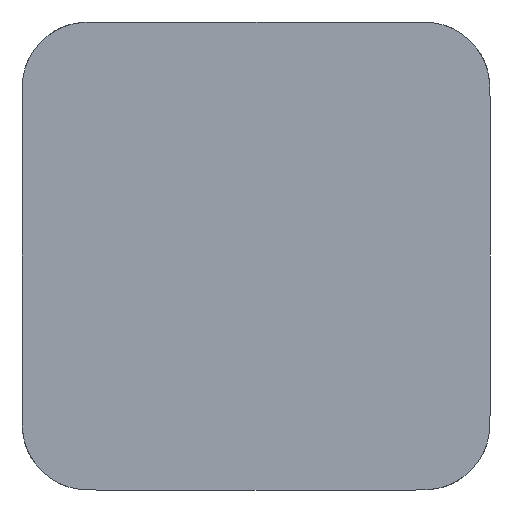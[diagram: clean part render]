
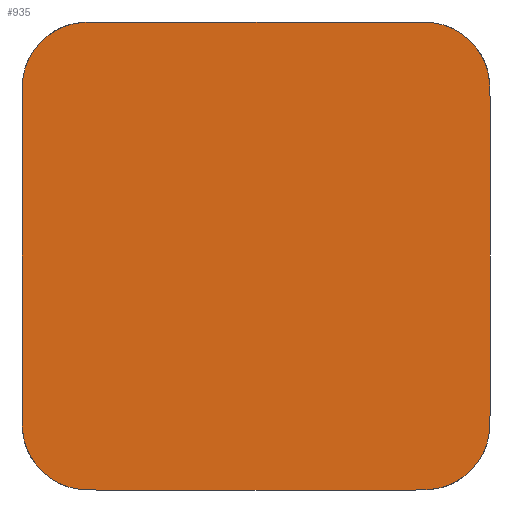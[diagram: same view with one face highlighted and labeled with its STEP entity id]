
A CAD part, left-side view. The second image highlights one B-rep face of the part: STEP entity #935.
In plain terms, the highlighted planar face has unit normal (-1, 0, 0).
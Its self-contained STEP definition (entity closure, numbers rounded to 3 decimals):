
#71=LINE('',#3416,#127);
#74=LINE('',#3420,#130);
#75=LINE('',#3422,#131);
#76=LINE('',#3423,#132);
#127=VECTOR('',#1157,10.);
#130=VECTOR('',#1162,10.);
#131=VECTOR('',#1165,10.);
#132=VECTOR('',#1166,10.);
#145=PLANE('',#1004);
#196=FACE_OUTER_BOUND('',#247,.T.);
#247=EDGE_LOOP('',(#797,#798,#799,#800,#801,#802,#803,#804));
#329=B_SPLINE_CURVE_WITH_KNOTS('',3,(#2858,#2859,#2860,#2861,#2862,#2863,
#2864,#2865,#2866,#2867,#2868,#2869,#2870,#2871,#2872,#2873,#2874,#2875,
#2876,#2877,#2878,#2879),.UNSPECIFIED.,.F.,.F.,(4,3,3,3,3,3,3,4),(0.,0.078,
0.155,0.233,0.311,0.389,
0.466,0.544),.UNSPECIFIED.);
#331=B_SPLINE_CURVE_WITH_KNOTS('',3,(#2989,#2990,#2991,#2992,#2993,#2994,
#2995,#2996,#2997,#2998,#2999,#3000,#3001,#3002,#3003,#3004,#3005,#3006,
#3007,#3008,#3009,#3010),.UNSPECIFIED.,.F.,.F.,(4,3,3,3,3,3,3,4),(0.,0.078,
0.155,0.233,0.311,0.389,
0.466,0.544),.UNSPECIFIED.);
#333=B_SPLINE_CURVE_WITH_KNOTS('',3,(#3120,#3121,#3122,#3123,#3124,#3125,
#3126,#3127,#3128,#3129,#3130,#3131,#3132,#3133,#3134,#3135,#3136,#3137,
#3138,#3139,#3140,#3141),.UNSPECIFIED.,.F.,.F.,(4,3,3,3,3,3,3,4),(0.,0.078,
0.155,0.233,0.311,0.389,
0.466,0.544),.UNSPECIFIED.);
#335=B_SPLINE_CURVE_WITH_KNOTS('',3,(#3286,#3287,#3288,#3289,#3290,#3291,
#3292,#3293,#3294,#3295,#3296,#3297,#3298,#3299,#3300,#3301,#3302,#3303,
#3304,#3305,#3306,#3307),.UNSPECIFIED.,.F.,.F.,(4,3,3,3,3,3,3,4),(0.,0.078,
0.155,0.233,0.311,0.389,
0.466,0.544),.UNSPECIFIED.);
#414=VERTEX_POINT('',#2856);
#415=VERTEX_POINT('',#2857);
#417=VERTEX_POINT('',#2987);
#418=VERTEX_POINT('',#2988);
#420=VERTEX_POINT('',#3118);
#421=VERTEX_POINT('',#3119);
#423=VERTEX_POINT('',#3284);
#424=VERTEX_POINT('',#3285);
#531=EDGE_CURVE('',#414,#415,#329,.T.);
#536=EDGE_CURVE('',#417,#418,#331,.T.);
#541=EDGE_CURVE('',#420,#421,#333,.T.);
#549=EDGE_CURVE('',#423,#424,#335,.T.);
#561=EDGE_CURVE('',#420,#424,#71,.T.);
#564=EDGE_CURVE('',#423,#418,#74,.T.);
#565=EDGE_CURVE('',#417,#415,#75,.T.);
#566=EDGE_CURVE('',#414,#421,#76,.T.);
#797=ORIENTED_EDGE('',*,*,#549,.F.);
#798=ORIENTED_EDGE('',*,*,#564,.T.);
#799=ORIENTED_EDGE('',*,*,#536,.F.);
#800=ORIENTED_EDGE('',*,*,#565,.T.);
#801=ORIENTED_EDGE('',*,*,#531,.F.);
#802=ORIENTED_EDGE('',*,*,#566,.T.);
#803=ORIENTED_EDGE('',*,*,#541,.F.);
#804=ORIENTED_EDGE('',*,*,#561,.T.);
#935=ADVANCED_FACE('',(#196),#145,.F.);
#1004=AXIS2_PLACEMENT_3D('',#3421,#1163,#1164);
#1157=DIRECTION('',(0.,0.,-1.));
#1162=DIRECTION('',(0.,-1.,0.));
#1163=DIRECTION('center_axis',(1.,0.,0.));
#1164=DIRECTION('ref_axis',(0.,0.,-1.));
#1165=DIRECTION('',(0.,0.,1.));
#1166=DIRECTION('',(0.,1.,0.));
#2856=CARTESIAN_POINT('',(0.,-8.5,12.5));
#2857=CARTESIAN_POINT('',(0.,-12.5,8.5));
#2858=CARTESIAN_POINT('Ctrl Pts',(0.,-8.5,12.5));
#2859=CARTESIAN_POINT('Ctrl Pts',(0.,-8.799,12.5));
#2860=CARTESIAN_POINT('Ctrl Pts',(0.,-9.095,12.499));
#2861=CARTESIAN_POINT('Ctrl Pts',(0.,-9.39,12.465));
#2862=CARTESIAN_POINT('Ctrl Pts',(0.,-9.685,12.431));
#2863=CARTESIAN_POINT('Ctrl Pts',(0.,-9.979,12.366));
#2864=CARTESIAN_POINT('Ctrl Pts',(0.,-10.266,12.254));
#2865=CARTESIAN_POINT('Ctrl Pts',(0.,-10.553,12.143));
#2866=CARTESIAN_POINT('Ctrl Pts',(0.,-10.833,11.987));
#2867=CARTESIAN_POINT('Ctrl Pts',(0.,-11.093,11.789));
#2868=CARTESIAN_POINT('Ctrl Pts',(0.,-11.352,11.591));
#2869=CARTESIAN_POINT('Ctrl Pts',(0.,-11.591,11.352));
#2870=CARTESIAN_POINT('Ctrl Pts',(0.,-11.789,11.093));
#2871=CARTESIAN_POINT('Ctrl Pts',(0.,-11.986,10.833));
#2872=CARTESIAN_POINT('Ctrl Pts',(0.,-12.143,10.553));
#2873=CARTESIAN_POINT('Ctrl Pts',(0.,-12.255,10.266));
#2874=CARTESIAN_POINT('Ctrl Pts',(0.,-12.366,9.979));
#2875=CARTESIAN_POINT('Ctrl Pts',(0.,-12.431,9.685));
#2876=CARTESIAN_POINT('Ctrl Pts',(0.,-12.465,9.39));
#2877=CARTESIAN_POINT('Ctrl Pts',(0.,-12.498,9.095));
#2878=CARTESIAN_POINT('Ctrl Pts',(0.,-12.5,8.799));
#2879=CARTESIAN_POINT('Ctrl Pts',(0.,-12.5,8.5));
#2987=CARTESIAN_POINT('',(0.,-12.5,-8.5));
#2988=CARTESIAN_POINT('',(0.,-8.5,-12.5));
#2989=CARTESIAN_POINT('Ctrl Pts',(0.,-12.5,-8.5));
#2990=CARTESIAN_POINT('Ctrl Pts',(0.,-12.5,-8.799));
#2991=CARTESIAN_POINT('Ctrl Pts',(0.,-12.499,-9.095));
#2992=CARTESIAN_POINT('Ctrl Pts',(0.,-12.465,-9.39));
#2993=CARTESIAN_POINT('Ctrl Pts',(0.,-12.431,-9.685));
#2994=CARTESIAN_POINT('Ctrl Pts',(0.,-12.366,-9.979));
#2995=CARTESIAN_POINT('Ctrl Pts',(0.,-12.254,-10.266));
#2996=CARTESIAN_POINT('Ctrl Pts',(0.,-12.143,-10.553));
#2997=CARTESIAN_POINT('Ctrl Pts',(0.,-11.987,-10.833));
#2998=CARTESIAN_POINT('Ctrl Pts',(0.,-11.789,-11.093));
#2999=CARTESIAN_POINT('Ctrl Pts',(0.,-11.591,-11.352));
#3000=CARTESIAN_POINT('Ctrl Pts',(0.,-11.352,-11.591));
#3001=CARTESIAN_POINT('Ctrl Pts',(0.,-11.093,-11.789));
#3002=CARTESIAN_POINT('Ctrl Pts',(0.,-10.833,-11.986));
#3003=CARTESIAN_POINT('Ctrl Pts',(0.,-10.553,-12.143));
#3004=CARTESIAN_POINT('Ctrl Pts',(0.,-10.266,-12.255));
#3005=CARTESIAN_POINT('Ctrl Pts',(0.,-9.979,-12.366));
#3006=CARTESIAN_POINT('Ctrl Pts',(0.,-9.685,-12.431));
#3007=CARTESIAN_POINT('Ctrl Pts',(0.,-9.39,-12.465));
#3008=CARTESIAN_POINT('Ctrl Pts',(0.,-9.095,-12.498));
#3009=CARTESIAN_POINT('Ctrl Pts',(0.,-8.799,-12.5));
#3010=CARTESIAN_POINT('Ctrl Pts',(0.,-8.5,-12.5));
#3118=CARTESIAN_POINT('',(0.,12.5,8.5));
#3119=CARTESIAN_POINT('',(0.,8.5,12.5));
#3120=CARTESIAN_POINT('Ctrl Pts',(0.,12.5,8.5));
#3121=CARTESIAN_POINT('Ctrl Pts',(0.,12.5,8.799));
#3122=CARTESIAN_POINT('Ctrl Pts',(0.,12.499,9.095));
#3123=CARTESIAN_POINT('Ctrl Pts',(0.,12.465,9.39));
#3124=CARTESIAN_POINT('Ctrl Pts',(0.,12.431,9.685));
#3125=CARTESIAN_POINT('Ctrl Pts',(0.,12.366,9.979));
#3126=CARTESIAN_POINT('Ctrl Pts',(0.,12.254,10.266));
#3127=CARTESIAN_POINT('Ctrl Pts',(0.,12.143,10.553));
#3128=CARTESIAN_POINT('Ctrl Pts',(0.,11.987,10.833));
#3129=CARTESIAN_POINT('Ctrl Pts',(0.,11.789,11.093));
#3130=CARTESIAN_POINT('Ctrl Pts',(0.,11.591,11.352));
#3131=CARTESIAN_POINT('Ctrl Pts',(0.,11.352,11.591));
#3132=CARTESIAN_POINT('Ctrl Pts',(0.,11.093,11.789));
#3133=CARTESIAN_POINT('Ctrl Pts',(0.,10.833,11.986));
#3134=CARTESIAN_POINT('Ctrl Pts',(0.,10.553,12.143));
#3135=CARTESIAN_POINT('Ctrl Pts',(0.,10.266,12.255));
#3136=CARTESIAN_POINT('Ctrl Pts',(0.,9.979,12.366));
#3137=CARTESIAN_POINT('Ctrl Pts',(0.,9.685,12.431));
#3138=CARTESIAN_POINT('Ctrl Pts',(0.,9.39,12.465));
#3139=CARTESIAN_POINT('Ctrl Pts',(0.,9.095,12.498));
#3140=CARTESIAN_POINT('Ctrl Pts',(0.,8.799,12.5));
#3141=CARTESIAN_POINT('Ctrl Pts',(0.,8.5,12.5));
#3284=CARTESIAN_POINT('',(0.,8.5,-12.5));
#3285=CARTESIAN_POINT('',(0.,12.5,-8.5));
#3286=CARTESIAN_POINT('Ctrl Pts',(0.,8.5,-12.5));
#3287=CARTESIAN_POINT('Ctrl Pts',(0.,8.799,-12.5));
#3288=CARTESIAN_POINT('Ctrl Pts',(0.,9.095,-12.499));
#3289=CARTESIAN_POINT('Ctrl Pts',(0.,9.39,-12.465));
#3290=CARTESIAN_POINT('Ctrl Pts',(0.,9.685,-12.431));
#3291=CARTESIAN_POINT('Ctrl Pts',(0.,9.979,-12.366));
#3292=CARTESIAN_POINT('Ctrl Pts',(0.,10.266,-12.254));
#3293=CARTESIAN_POINT('Ctrl Pts',(0.,10.553,-12.143));
#3294=CARTESIAN_POINT('Ctrl Pts',(0.,10.833,-11.987));
#3295=CARTESIAN_POINT('Ctrl Pts',(0.,11.093,-11.789));
#3296=CARTESIAN_POINT('Ctrl Pts',(0.,11.352,-11.591));
#3297=CARTESIAN_POINT('Ctrl Pts',(0.,11.591,-11.352));
#3298=CARTESIAN_POINT('Ctrl Pts',(0.,11.789,-11.093));
#3299=CARTESIAN_POINT('Ctrl Pts',(0.,11.986,-10.833));
#3300=CARTESIAN_POINT('Ctrl Pts',(0.,12.143,-10.553));
#3301=CARTESIAN_POINT('Ctrl Pts',(0.,12.255,-10.266));
#3302=CARTESIAN_POINT('Ctrl Pts',(0.,12.366,-9.979));
#3303=CARTESIAN_POINT('Ctrl Pts',(0.,12.431,-9.685));
#3304=CARTESIAN_POINT('Ctrl Pts',(0.,12.465,-9.39));
#3305=CARTESIAN_POINT('Ctrl Pts',(0.,12.498,-9.095));
#3306=CARTESIAN_POINT('Ctrl Pts',(0.,12.5,-8.799));
#3307=CARTESIAN_POINT('Ctrl Pts',(0.,12.5,-8.5));
#3416=CARTESIAN_POINT('',(0.,12.5,-3.));
#3420=CARTESIAN_POINT('',(0.,-3.,-12.5));
#3421=CARTESIAN_POINT('Origin',(0.,0.,0.));
#3422=CARTESIAN_POINT('',(0.,-12.5,3.));
#3423=CARTESIAN_POINT('',(0.,3.,12.5));
